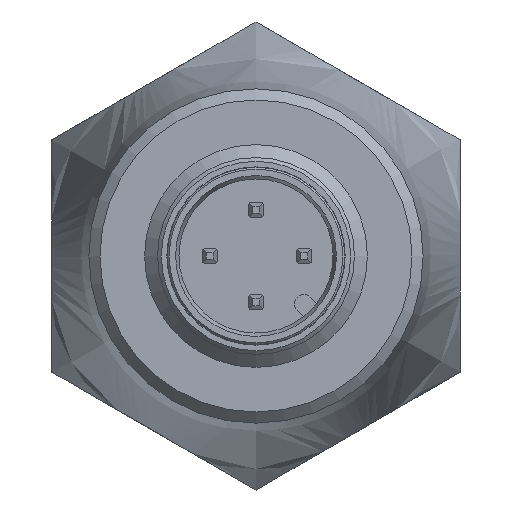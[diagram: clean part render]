
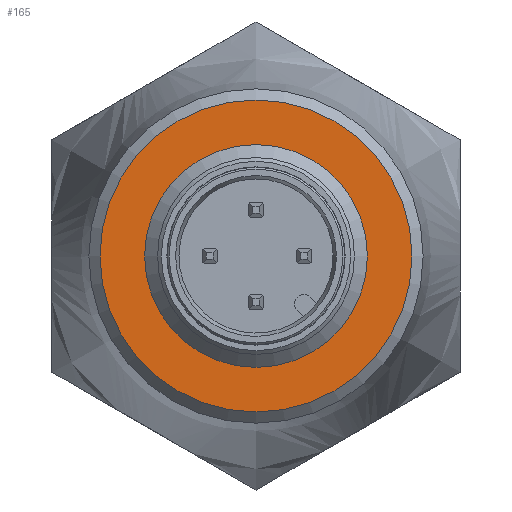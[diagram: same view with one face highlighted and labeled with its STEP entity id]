
A CAD part, front view. The second image highlights one B-rep face of the part: STEP entity #165.
In plain terms, the highlighted planar face has unit normal (0, -1, 0).
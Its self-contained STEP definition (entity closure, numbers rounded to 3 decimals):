
#165 = ADVANCED_FACE( '', ( #417, #418 ), #419, .T. );
#417 = FACE_OUTER_BOUND( '', #777, .T. );
#418 = FACE_BOUND( '', #778, .T. );
#419 = PLANE( '', #779 );
#777 = EDGE_LOOP( '', ( #1211 ) );
#778 = EDGE_LOOP( '', ( #1212 ) );
#779 = AXIS2_PLACEMENT_3D( '', #1213, #1214, #1215 );
#1211 = ORIENTED_EDGE( '', *, *, #1997, .T. );
#1212 = ORIENTED_EDGE( '', *, *, #1998, .T. );
#1213 = CARTESIAN_POINT( '', ( 9., -86.44, 0. ) );
#1214 = DIRECTION( '', ( 0., -1., 0. ) );
#1215 = DIRECTION( '', ( -1., 0., 0. ) );
#1997 = EDGE_CURVE( '', #2382, #2382, #2383, .T. );
#1998 = EDGE_CURVE( '', #2384, #2384, #2385, .F. );
#2382 = VERTEX_POINT( '', #3024 );
#2383 = CIRCLE( '', #3025, 8.4 );
#2384 = VERTEX_POINT( '', #3026 );
#2385 = CIRCLE( '', #3027, 5.9 );
#3024 = CARTESIAN_POINT( '', ( -8.4, -86.44, 0. ) );
#3025 = AXIS2_PLACEMENT_3D( '', #3763, #3764, #3765 );
#3026 = CARTESIAN_POINT( '', ( -5.9, -86.44, 0. ) );
#3027 = AXIS2_PLACEMENT_3D( '', #3766, #3767, #3768 );
#3763 = CARTESIAN_POINT( '', ( 0., -86.44, 0. ) );
#3764 = DIRECTION( '', ( 0., -1., 0. ) );
#3765 = DIRECTION( '', ( -1., 0., 0. ) );
#3766 = CARTESIAN_POINT( '', ( 0., -86.44, 0. ) );
#3767 = DIRECTION( '', ( 0., -1., 0. ) );
#3768 = DIRECTION( '', ( -1., 0., 0. ) );
